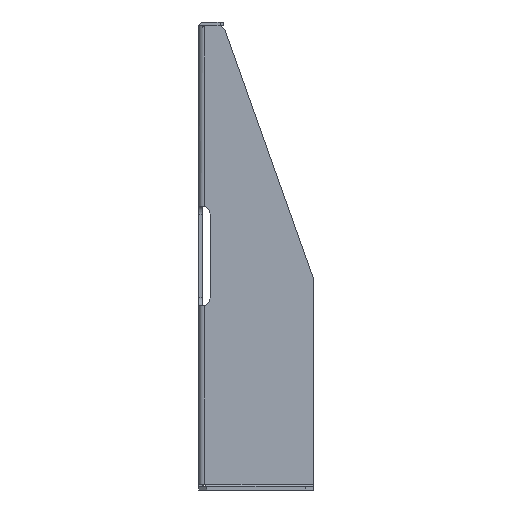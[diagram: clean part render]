
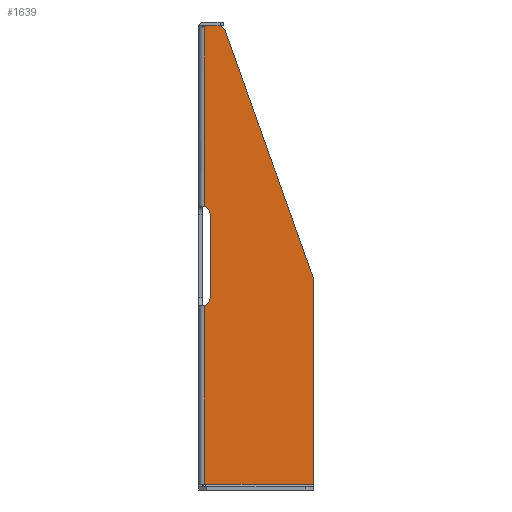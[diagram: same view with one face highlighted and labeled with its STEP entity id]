
A CAD part, left-side view. The second image highlights one B-rep face of the part: STEP entity #1639.
In plain terms, the highlighted planar face has unit normal (-1, 0, 0).
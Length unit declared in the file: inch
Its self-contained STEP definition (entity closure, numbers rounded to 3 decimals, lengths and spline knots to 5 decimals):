
#18 = CARTESIAN_POINT ( 'NONE',  ( -8.75984, 0.20467, 0.625 ) ) ;
#60 = DIRECTION ( 'NONE',  ( 0., 0., -1. ) ) ;
#65 = VECTOR ( 'NONE', #2848, 39.37008 ) ;
#113 = VERTEX_POINT ( 'NONE', #321 ) ;
#191 = LINE ( 'NONE', #2972, #2938 ) ;
#193 = DIRECTION ( 'NONE',  ( 0., 0., -1. ) ) ;
#197 = CARTESIAN_POINT ( 'NONE',  ( -8.75984, -0.01587, 3.39281 ) ) ;
#245 = VERTEX_POINT ( 'NONE', #2019 ) ;
#273 = EDGE_CURVE ( 'NONE', #245, #1554, #2480, .T. ) ;
#287 = AXIS2_PLACEMENT_3D ( 'NONE', #2322, #1535, #717 ) ;
#296 = LINE ( 'NONE', #3405, #2274 ) ;
#321 = CARTESIAN_POINT ( 'NONE',  ( -8.75984, 0.20467, -0.625 ) ) ;
#323 = DIRECTION ( 'NONE',  ( -1., 0., 0. ) ) ;
#333 = CARTESIAN_POINT ( 'NONE',  ( -8.75984, 0.29016, 0. ) ) ;
#359 = EDGE_CURVE ( 'NONE', #3375, #2596, #2049, .T. ) ;
#360 = LINE ( 'NONE', #3070, #2786 ) ;
#461 = FACE_OUTER_BOUND ( 'NONE', #570, .T. ) ;
#510 = LINE ( 'NONE', #3120, #1730 ) ;
#570 = EDGE_LOOP ( 'NONE', ( #2544, #1276, #1311, #796, #2727, #2536, #849, #2023, #2376, #2840, #2192, #648, #2508 ) ) ;
#648 = ORIENTED_EDGE ( 'NONE', *, *, #1128, .F. ) ;
#717 = DIRECTION ( 'NONE',  ( 0., 0., 1. ) ) ;
#761 = VERTEX_POINT ( 'NONE', #2857 ) ;
#770 = EDGE_CURVE ( 'NONE', #3204, #3085, #1512, .T. ) ;
#785 = CARTESIAN_POINT ( 'NONE',  ( -8.75984, 0.29016, 3.44094 ) ) ;
#796 = ORIENTED_EDGE ( 'NONE', *, *, #1399, .F. ) ;
#829 = CARTESIAN_POINT ( 'NONE',  ( -8.75984, -1.34184, -0.33917 ) ) ;
#849 = ORIENTED_EDGE ( 'NONE', *, *, #359, .F. ) ;
#851 = VECTOR ( 'NONE', #1094, 39.37008 ) ;
#895 = VERTEX_POINT ( 'NONE', #18 ) ;
#899 = VERTEX_POINT ( 'NONE', #3195 ) ;
#909 = VERTEX_POINT ( 'NONE', #1580 ) ;
#956 = DIRECTION ( 'NONE',  ( 0., -0.335, -0.942 ) ) ;
#972 = EDGE_CURVE ( 'NONE', #113, #895, #296, .T. ) ;
#1094 = DIRECTION ( 'NONE',  ( 0., 0., -1. ) ) ;
#1128 = EDGE_CURVE ( 'NONE', #1554, #761, #191, .T. ) ;
#1163 = DIRECTION ( 'NONE',  ( 0., 0., 1. ) ) ;
#1260 = VERTEX_POINT ( 'NONE', #1798 ) ;
#1276 = ORIENTED_EDGE ( 'NONE', *, *, #3209, .F. ) ;
#1289 = LINE ( 'NONE', #1793, #65 ) ;
#1311 = ORIENTED_EDGE ( 'NONE', *, *, #972, .F. ) ;
#1399 = EDGE_CURVE ( 'NONE', #909, #113, #2500, .T. ) ;
#1438 = EDGE_CURVE ( 'NONE', #2909, #2596, #1466, .T. ) ;
#1466 = LINE ( 'NONE', #1724, #1507 ) ;
#1507 = VECTOR ( 'NONE', #3327, 39.37008 ) ;
#1512 = LINE ( 'NONE', #197, #2055 ) ;
#1535 = DIRECTION ( 'NONE',  ( 1., 0., 0. ) ) ;
#1552 = EDGE_CURVE ( 'NONE', #3085, #899, #510, .T. ) ;
#1554 = VERTEX_POINT ( 'NONE', #785 ) ;
#1580 = CARTESIAN_POINT ( 'NONE',  ( -8.75984, 0.29016, -0.74359 ) ) ;
#1612 = EDGE_CURVE ( 'NONE', #761, #3204, #1289, .T. ) ;
#1639 = ADVANCED_FACE ( 'NONE', ( #461 ), #2899, .F. ) ;
#1663 = VECTOR ( 'NONE', #2878, 39.37008 ) ;
#1724 = CARTESIAN_POINT ( 'NONE',  ( -8.75984, 0.26816, -3.41417 ) ) ;
#1730 = VECTOR ( 'NONE', #2863, 39.37008 ) ;
#1793 = CARTESIAN_POINT ( 'NONE',  ( -8.75984, 0.05315, 3.44094 ) ) ;
#1798 = CARTESIAN_POINT ( 'NONE',  ( -8.75984, 0.29016, 0.74359 ) ) ;
#1820 = CARTESIAN_POINT ( 'NONE',  ( -8.75984, 0.26816, 3.5 ) ) ;
#1835 = DIRECTION ( 'NONE',  ( 0., 0., 1. ) ) ;
#2004 = DIRECTION ( 'NONE',  ( 0., 0., 1. ) ) ;
#2014 = CIRCLE ( 'NONE', #3107, 0.125 ) ;
#2016 = EDGE_CURVE ( 'NONE', #899, #3375, #3406, .T. ) ;
#2019 = CARTESIAN_POINT ( 'NONE',  ( -8.75984, 0.29016, 0.74407 ) ) ;
#2023 = ORIENTED_EDGE ( 'NONE', *, *, #2016, .F. ) ;
#2049 = LINE ( 'NONE', #1820, #1663 ) ;
#2055 = VECTOR ( 'NONE', #956, 39.37008 ) ;
#2192 = ORIENTED_EDGE ( 'NONE', *, *, #1612, .F. ) ;
#2274 = VECTOR ( 'NONE', #1835, 39.37008 ) ;
#2281 = VECTOR ( 'NONE', #3132, 39.37008 ) ;
#2282 = CARTESIAN_POINT ( 'NONE',  ( -8.75984, -0.01587, 3.39281 ) ) ;
#2289 = CARTESIAN_POINT ( 'NONE',  ( -8.75984, 0.26816, -3.41378 ) ) ;
#2296 = DIRECTION ( 'NONE',  ( 0., -1., 0. ) ) ;
#2322 = CARTESIAN_POINT ( 'NONE',  ( -8.75984, 0.37598, 3.5 ) ) ;
#2376 = ORIENTED_EDGE ( 'NONE', *, *, #1552, .F. ) ;
#2480 = LINE ( 'NONE', #3011, #3198 ) ;
#2500 = CIRCLE ( 'NONE', #2660, 0.125 ) ;
#2506 = EDGE_CURVE ( 'NONE', #2909, #909, #360, .T. ) ;
#2508 = ORIENTED_EDGE ( 'NONE', *, *, #273, .F. ) ;
#2529 = DIRECTION ( 'NONE',  ( -1., 0., 0. ) ) ;
#2536 = ORIENTED_EDGE ( 'NONE', *, *, #1438, .T. ) ;
#2544 = ORIENTED_EDGE ( 'NONE', *, *, #2766, .T. ) ;
#2596 = VERTEX_POINT ( 'NONE', #2883 ) ;
#2660 = AXIS2_PLACEMENT_3D ( 'NONE', #2954, #323, #60 ) ;
#2727 = ORIENTED_EDGE ( 'NONE', *, *, #2506, .F. ) ;
#2764 = CARTESIAN_POINT ( 'NONE',  ( -8.75984, 0.32967, 0.625 ) ) ;
#2766 = EDGE_CURVE ( 'NONE', #245, #1260, #2902, .T. ) ;
#2786 = VECTOR ( 'NONE', #2004, 39.37008 ) ;
#2794 = CARTESIAN_POINT ( 'NONE',  ( -8.75984, 0.29016, -3.41417 ) ) ;
#2840 = ORIENTED_EDGE ( 'NONE', *, *, #770, .F. ) ;
#2848 = DIRECTION ( 'NONE',  ( 0., -0.82, -0.572 ) ) ;
#2857 = CARTESIAN_POINT ( 'NONE',  ( -8.75984, 0.05315, 3.44094 ) ) ;
#2863 = DIRECTION ( 'NONE',  ( 0., 0., -1. ) ) ;
#2878 = DIRECTION ( 'NONE',  ( 0., 0., -1. ) ) ;
#2883 = CARTESIAN_POINT ( 'NONE',  ( -8.75984, 0.26816, -3.41417 ) ) ;
#2899 = PLANE ( 'NONE',  #287 ) ;
#2902 = LINE ( 'NONE', #333, #851 ) ;
#2909 = VERTEX_POINT ( 'NONE', #2794 ) ;
#2938 = VECTOR ( 'NONE', #2296, 39.37008 ) ;
#2954 = CARTESIAN_POINT ( 'NONE',  ( -8.75984, 0.32967, -0.625 ) ) ;
#2972 = CARTESIAN_POINT ( 'NONE',  ( -8.75984, 0.85598, 3.44094 ) ) ;
#3011 = CARTESIAN_POINT ( 'NONE',  ( -8.75984, 0.29016, 3.5 ) ) ;
#3070 = CARTESIAN_POINT ( 'NONE',  ( -8.75984, 0.29016, 3.5 ) ) ;
#3085 = VERTEX_POINT ( 'NONE', #829 ) ;
#3107 = AXIS2_PLACEMENT_3D ( 'NONE', #2764, #2529, #193 ) ;
#3120 = CARTESIAN_POINT ( 'NONE',  ( -8.75984, -1.34184, -0.33917 ) ) ;
#3132 = DIRECTION ( 'NONE',  ( 0., 1., 0. ) ) ;
#3195 = CARTESIAN_POINT ( 'NONE',  ( -8.75984, -1.34184, -3.41378 ) ) ;
#3198 = VECTOR ( 'NONE', #1163, 39.37008 ) ;
#3204 = VERTEX_POINT ( 'NONE', #2282 ) ;
#3209 = EDGE_CURVE ( 'NONE', #895, #1260, #2014, .T. ) ;
#3327 = DIRECTION ( 'NONE',  ( 0., -1., 0. ) ) ;
#3375 = VERTEX_POINT ( 'NONE', #3384 ) ;
#3384 = CARTESIAN_POINT ( 'NONE',  ( -8.75984, 0.26816, -3.41378 ) ) ;
#3405 = CARTESIAN_POINT ( 'NONE',  ( -8.75984, 0.20467, -0.625 ) ) ;
#3406 = LINE ( 'NONE', #2289, #2281 ) ;
